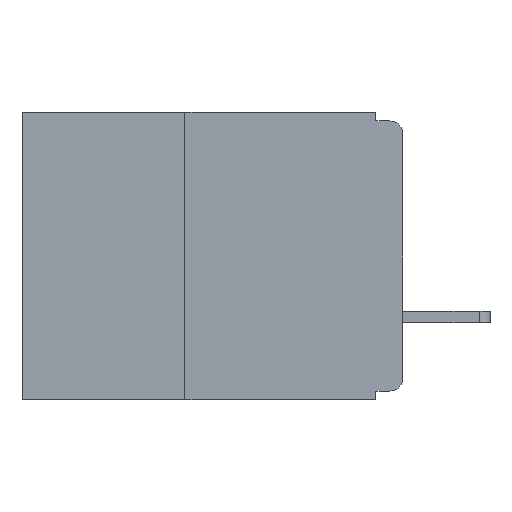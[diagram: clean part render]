
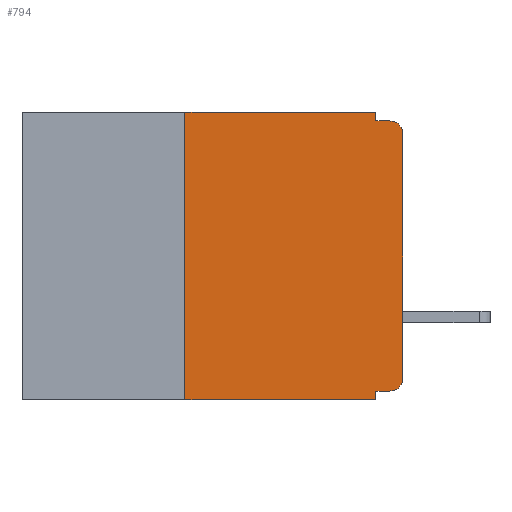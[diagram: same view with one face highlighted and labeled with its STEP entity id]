
A CAD part, left-side view. The second image highlights one B-rep face of the part: STEP entity #794.
In plain terms, the highlighted planar face has unit normal (-1, 0, 0).
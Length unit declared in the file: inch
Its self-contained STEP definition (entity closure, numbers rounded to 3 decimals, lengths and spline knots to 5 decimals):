
#262 = CARTESIAN_POINT ( 'NONE',  ( 0., 0.437, 0. ) ) ;
#317 = ORIENTED_EDGE ( 'NONE', *, *, #19636, .F. ) ;
#369 = ORIENTED_EDGE ( 'NONE', *, *, #2151, .F. ) ;
#444 = VECTOR ( 'NONE', #7515, 39.37008 ) ;
#794 = ADVANCED_FACE ( 'NONE', ( #5028 ), #12802, .F. ) ;
#872 = VECTOR ( 'NONE', #16603, 39.37008 ) ;
#966 = VERTEX_POINT ( 'NONE', #27008 ) ;
#1755 = DIRECTION ( 'NONE',  ( 0., 0., -1. ) ) ;
#2151 = EDGE_CURVE ( 'NONE', #17815, #13805, #4635, .T. ) ;
#2485 = EDGE_CURVE ( 'NONE', #6911, #19225, #2878, .T. ) ;
#2506 = CARTESIAN_POINT ( 'NONE',  ( 0., 0., -0.32 ) ) ;
#2718 = EDGE_LOOP ( 'NONE', ( #11143, #10096, #9776, #317, #18439, #25607, #17773, #9506, #369, #14331 ) ) ;
#2846 = VERTEX_POINT ( 'NONE', #28489 ) ;
#2878 = LINE ( 'NONE', #5187, #8113 ) ;
#2953 = VECTOR ( 'NONE', #28263, 39.37008 ) ;
#3174 = LINE ( 'NONE', #26045, #14254 ) ;
#4635 = LINE ( 'NONE', #2506, #21538 ) ;
#5028 = FACE_OUTER_BOUND ( 'NONE', #2718, .T. ) ;
#5178 = DIRECTION ( 'NONE',  ( -1., 0., 0. ) ) ;
#5187 = CARTESIAN_POINT ( 'NONE',  ( 0., 0.437, -0.33 ) ) ;
#5758 = LINE ( 'NONE', #9814, #444 ) ;
#6373 = DIRECTION ( 'NONE',  ( 0., 0., 1. ) ) ;
#6826 = CARTESIAN_POINT ( 'NONE',  ( 0., 0.031, -0.01 ) ) ;
#6911 = VERTEX_POINT ( 'NONE', #22356 ) ;
#7032 = CARTESIAN_POINT ( 'NONE',  ( 0., 0.437, 0. ) ) ;
#7211 = DIRECTION ( 'NONE',  ( 0., -1., 0. ) ) ;
#7305 = EDGE_CURVE ( 'NONE', #12601, #15329, #24432, .T. ) ;
#7362 = CARTESIAN_POINT ( 'NONE',  ( 0., 0.031, -0.33 ) ) ;
#7515 = DIRECTION ( 'NONE',  ( 0., 0., -1. ) ) ;
#8113 = VECTOR ( 'NONE', #15827, 39.37008 ) ;
#8448 = EDGE_CURVE ( 'NONE', #17815, #12601, #20233, .T. ) ;
#9477 = AXIS2_PLACEMENT_3D ( 'NONE', #28125, #15063, #1755 ) ;
#9506 = ORIENTED_EDGE ( 'NONE', *, *, #11096, .F. ) ;
#9564 = LINE ( 'NONE', #15226, #2953 ) ;
#9692 = VERTEX_POINT ( 'NONE', #21805 ) ;
#9776 = ORIENTED_EDGE ( 'NONE', *, *, #19816, .F. ) ;
#9814 = CARTESIAN_POINT ( 'NONE',  ( 0., 0.031, -0.33 ) ) ;
#10096 = ORIENTED_EDGE ( 'NONE', *, *, #11949, .T. ) ;
#10980 = AXIS2_PLACEMENT_3D ( 'NONE', #262, #12534, #12510 ) ;
#11096 = EDGE_CURVE ( 'NONE', #13805, #19225, #5758, .T. ) ;
#11143 = ORIENTED_EDGE ( 'NONE', *, *, #7305, .T. ) ;
#11949 = EDGE_CURVE ( 'NONE', #15329, #966, #18145, .T. ) ;
#12475 = VERTEX_POINT ( 'NONE', #6826 ) ;
#12510 = DIRECTION ( 'NONE',  ( 0., 0., -1. ) ) ;
#12534 = DIRECTION ( 'NONE',  ( 1., 0., 0. ) ) ;
#12601 = VERTEX_POINT ( 'NONE', #22593 ) ;
#12802 = PLANE ( 'NONE',  #10980 ) ;
#13585 = DIRECTION ( 'NONE',  ( 0., -1., 0. ) ) ;
#13669 = CARTESIAN_POINT ( 'NONE',  ( 0., 0., -0.01 ) ) ;
#13683 = EDGE_CURVE ( 'NONE', #2846, #9692, #26550, .T. ) ;
#13805 = VERTEX_POINT ( 'NONE', #24991 ) ;
#13936 = VECTOR ( 'NONE', #13585, 39.37008 ) ;
#14254 = VECTOR ( 'NONE', #6373, 39.37008 ) ;
#14331 = ORIENTED_EDGE ( 'NONE', *, *, #8448, .T. ) ;
#15046 = VECTOR ( 'NONE', #7211, 39.37008 ) ;
#15063 = DIRECTION ( 'NONE',  ( -1., 0., 0. ) ) ;
#15226 = CARTESIAN_POINT ( 'NONE',  ( 0., 0.031, 0. ) ) ;
#15329 = VERTEX_POINT ( 'NONE', #17495 ) ;
#15827 = DIRECTION ( 'NONE',  ( 0., -1., 0. ) ) ;
#16537 = CARTESIAN_POINT ( 'NONE',  ( 0., 0., 0. ) ) ;
#16603 = DIRECTION ( 'NONE',  ( 0., 0., 1. ) ) ;
#17495 = CARTESIAN_POINT ( 'NONE',  ( 0., 0., -0.025 ) ) ;
#17773 = ORIENTED_EDGE ( 'NONE', *, *, #2485, .T. ) ;
#17815 = VERTEX_POINT ( 'NONE', #20248 ) ;
#18145 = CIRCLE ( 'NONE', #21333, 0.015 ) ;
#18407 = CARTESIAN_POINT ( 'NONE',  ( 0., 0.015, -0.025 ) ) ;
#18439 = ORIENTED_EDGE ( 'NONE', *, *, #13683, .F. ) ;
#19225 = VERTEX_POINT ( 'NONE', #7362 ) ;
#19536 = DIRECTION ( 'NONE',  ( 0., 1., 0. ) ) ;
#19636 = EDGE_CURVE ( 'NONE', #9692, #12475, #9564, .T. ) ;
#19816 = EDGE_CURVE ( 'NONE', #12475, #966, #21588, .T. ) ;
#20233 = CIRCLE ( 'NONE', #9477, 0.015 ) ;
#20248 = CARTESIAN_POINT ( 'NONE',  ( 0., 0.015, -0.32 ) ) ;
#20601 = DIRECTION ( 'NONE',  ( 0., 0., -1. ) ) ;
#21333 = AXIS2_PLACEMENT_3D ( 'NONE', #18407, #5178, #20601 ) ;
#21538 = VECTOR ( 'NONE', #19536, 39.37008 ) ;
#21588 = LINE ( 'NONE', #13669, #15046 ) ;
#21805 = CARTESIAN_POINT ( 'NONE',  ( 0., 0.031, 0. ) ) ;
#22356 = CARTESIAN_POINT ( 'NONE',  ( 0., 0.25, -0.33 ) ) ;
#22593 = CARTESIAN_POINT ( 'NONE',  ( 0., 0., -0.305 ) ) ;
#24432 = LINE ( 'NONE', #16537, #872 ) ;
#24991 = CARTESIAN_POINT ( 'NONE',  ( 0., 0.031, -0.32 ) ) ;
#25607 = ORIENTED_EDGE ( 'NONE', *, *, #26984, .F. ) ;
#26045 = CARTESIAN_POINT ( 'NONE',  ( 0., 0.25, -0.33 ) ) ;
#26550 = LINE ( 'NONE', #7032, #13936 ) ;
#26984 = EDGE_CURVE ( 'NONE', #6911, #2846, #3174, .T. ) ;
#27008 = CARTESIAN_POINT ( 'NONE',  ( 0., 0.015, -0.01 ) ) ;
#28125 = CARTESIAN_POINT ( 'NONE',  ( 0., 0.015, -0.305 ) ) ;
#28263 = DIRECTION ( 'NONE',  ( 0., 0., -1. ) ) ;
#28489 = CARTESIAN_POINT ( 'NONE',  ( 0., 0.25, 0. ) ) ;
